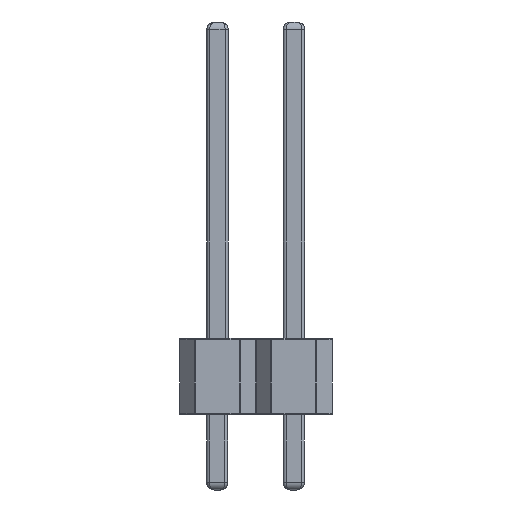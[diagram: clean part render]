
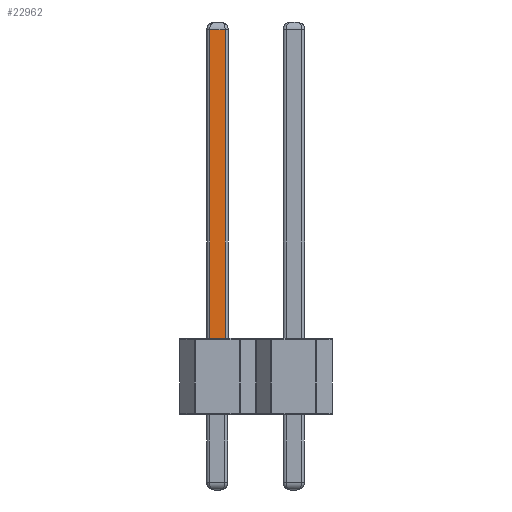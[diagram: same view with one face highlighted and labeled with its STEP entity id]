
A CAD part, left-side view. The second image highlights one B-rep face of the part: STEP entity #22962.
In plain terms, the highlighted planar face has unit normal (-1, 0, 0).
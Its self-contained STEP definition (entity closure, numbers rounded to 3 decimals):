
#584=PLANE('',#24768);
#1782=LINE('',#35982,#3542);
#1802=LINE('',#36130,#3562);
#1806=LINE('',#36164,#3566);
#1809=LINE('',#36193,#3569);
#3542=VECTOR('',#28013,10.);
#3562=VECTOR('',#28093,10.);
#3566=VECTOR('',#28109,10.);
#3569=VECTOR('',#28120,10.);
#6122=FACE_OUTER_BOUND('',#7804,.T.);
#7804=EDGE_LOOP('',(#16143,#16144,#16145,#16146));
#10787=VERTEX_POINT('',#35979);
#10788=VERTEX_POINT('',#35981);
#10806=VERTEX_POINT('',#36128);
#10810=VERTEX_POINT('',#36163);
#12595=EDGE_CURVE('',#10787,#10788,#1782,.T.);
#12631=EDGE_CURVE('',#10806,#10787,#1802,.T.);
#12638=EDGE_CURVE('',#10788,#10810,#1806,.T.);
#12644=EDGE_CURVE('',#10810,#10806,#1809,.T.);
#16143=ORIENTED_EDGE('',*,*,#12631,.F.);
#16144=ORIENTED_EDGE('',*,*,#12644,.F.);
#16145=ORIENTED_EDGE('',*,*,#12638,.F.);
#16146=ORIENTED_EDGE('',*,*,#12595,.F.);
#22962=ADVANCED_FACE('',(#6122),#584,.T.);
#24768=AXIS2_PLACEMENT_3D('',#36194,#28121,#28122);
#28013=DIRECTION('',(0.,1.,0.));
#28093=DIRECTION('',(0.,0.,-1.));
#28109=DIRECTION('',(0.,0.,1.));
#28120=DIRECTION('',(0.,-1.,0.));
#28121=DIRECTION('center_axis',(-1.,0.,0.));
#28122=DIRECTION('ref_axis',(0.,-1.,0.));
#35979=CARTESIAN_POINT('',(-1.602,1.026,2.54));
#35981=CARTESIAN_POINT('',(-1.602,1.533,2.54));
#35982=CARTESIAN_POINT('',(-1.602,1.451,2.54));
#36128=CARTESIAN_POINT('',(-1.602,1.026,12.79));
#36130=CARTESIAN_POINT('',(-1.602,1.026,2.54));
#36163=CARTESIAN_POINT('',(-1.602,1.533,12.79));
#36164=CARTESIAN_POINT('',(-1.602,1.533,2.54));
#36193=CARTESIAN_POINT('',(-1.602,1.456,12.79));
#36194=CARTESIAN_POINT('Origin',(-1.602,1.633,2.54));
